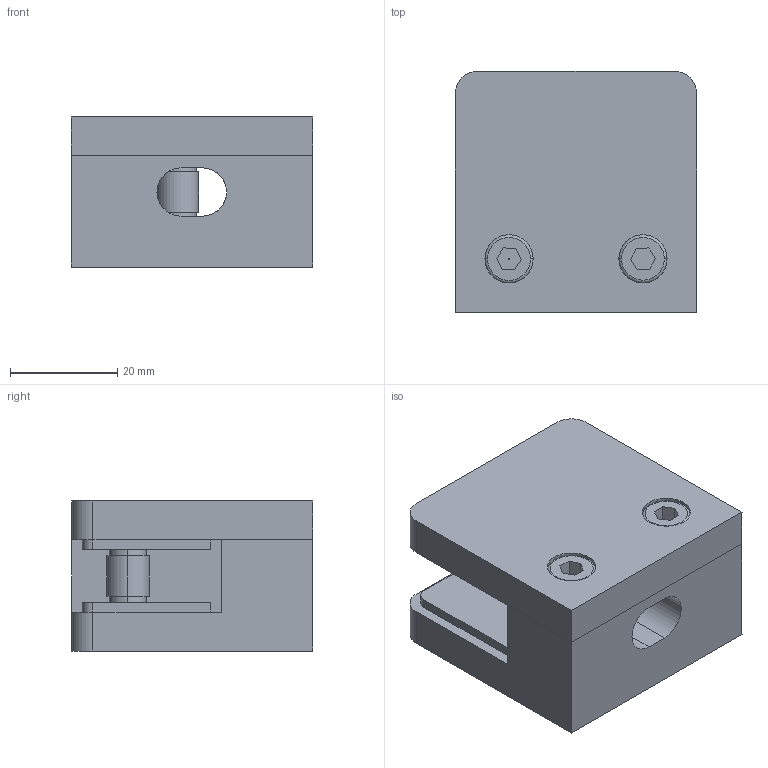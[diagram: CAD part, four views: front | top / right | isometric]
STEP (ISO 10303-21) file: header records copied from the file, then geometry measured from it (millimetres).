
FILE_DESCRIPTION (( 'STEP AP203' ), '1' );
FILE_NAME ('3D_GG4552_Flach x10_188757260.STEP', '2024-11-05T11:35:57', ( '' ), ( '' ), 'SwSTEP 2.0', 'SolidWorks 2023', '' );
FILE_SCHEMA (( 'CONFIG_CONTROL_DESIGN' ));
Length unit declared in the file: millimetre
Products named in the file (1): 3D_GG4552_Flach x10_188757260
Bounding box: 45 x 45 x 28 mm (x, y, z)
Volume: 43524.5 mm3; surface area: 21756.9 mm2
Topology: 7 solids, 7 shells, 126 faces, 286 edges, 188 vertices
Faces by surface type: plane 68, cylinder 50, torus 4, cone 4
Entity records: 3698 total; most frequent: CARTESIAN_POINT 668, DIRECTION 647, ORIENTED_EDGE 572, EDGE_CURVE 286, AXIS2_PLACEMENT_3D 237, VERTEX_POINT 188, VECTOR 173, LINE 173
